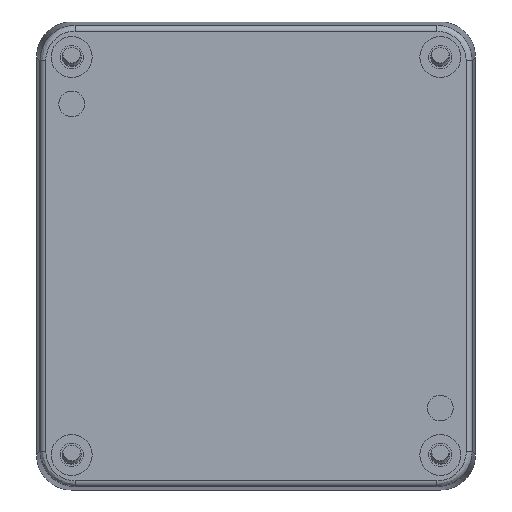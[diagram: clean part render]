
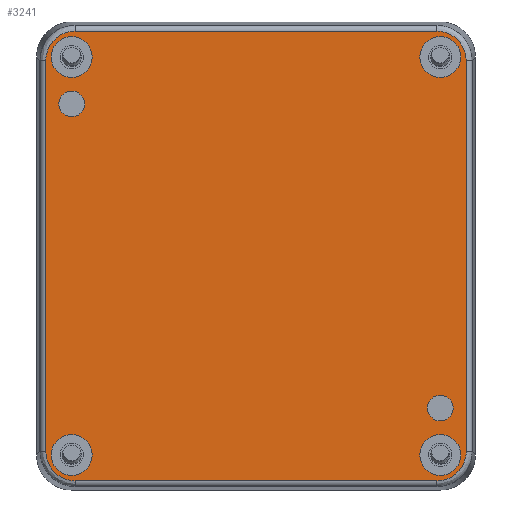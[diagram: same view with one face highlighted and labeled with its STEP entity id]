
A CAD part, front view. The second image highlights one B-rep face of the part: STEP entity #3241.
In plain terms, the highlighted planar face has unit normal (0, -1, 0).
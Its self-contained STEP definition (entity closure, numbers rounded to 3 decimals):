
#43=CARTESIAN_POINT('',(-31.5,0.,26.));
#44=DIRECTION('',(0.,-1.,0.));
#45=DIRECTION('',(1.,0.,0.));
#46=AXIS2_PLACEMENT_3D('',#43,#44,#45);
#52=CARTESIAN_POINT('',(-31.5,0.,26.));
#53=DIRECTION('',(0.,-1.,0.));
#54=DIRECTION('',(-1.,0.,0.));
#55=AXIS2_PLACEMENT_3D('',#52,#53,#54);
#60=CARTESIAN_POINT('',(31.5,0.,-26.));
#61=DIRECTION('',(0.,-1.,0.));
#62=DIRECTION('',(-1.,0.,0.));
#63=AXIS2_PLACEMENT_3D('',#60,#61,#62);
#68=CARTESIAN_POINT('',(31.5,0.,-26.));
#69=DIRECTION('',(0.,-1.,0.));
#70=DIRECTION('',(1.,0.,0.));
#71=AXIS2_PLACEMENT_3D('',#68,#69,#70);
#76=CARTESIAN_POINT('',(31.5,0.,-34.));
#77=DIRECTION('',(0.,-1.,0.));
#78=DIRECTION('',(1.,0.,0.));
#79=AXIS2_PLACEMENT_3D('',#76,#77,#78);
#84=CARTESIAN_POINT('',(31.5,0.,-34.));
#85=DIRECTION('',(0.,-1.,0.));
#86=DIRECTION('',(-1.,0.,0.));
#87=AXIS2_PLACEMENT_3D('',#84,#85,#86);
#92=CARTESIAN_POINT('',(-31.5,0.,-34.));
#93=DIRECTION('',(0.,-1.,0.));
#94=DIRECTION('',(1.,0.,0.));
#95=AXIS2_PLACEMENT_3D('',#92,#93,#94);
#100=CARTESIAN_POINT('',(-31.5,0.,-34.));
#101=DIRECTION('',(0.,-1.,0.));
#102=DIRECTION('',(-1.,0.,0.));
#103=AXIS2_PLACEMENT_3D('',#100,#101,#102);
#108=CARTESIAN_POINT('',(-31.5,0.,34.));
#109=DIRECTION('',(0.,-1.,0.));
#110=DIRECTION('',(1.,0.,0.));
#111=AXIS2_PLACEMENT_3D('',#108,#109,#110);
#116=CARTESIAN_POINT('',(-31.5,0.,34.));
#117=DIRECTION('',(0.,-1.,0.));
#118=DIRECTION('',(-1.,0.,0.));
#119=AXIS2_PLACEMENT_3D('',#116,#117,#118);
#124=CARTESIAN_POINT('',(31.5,0.,34.));
#125=DIRECTION('',(0.,-1.,0.));
#126=DIRECTION('',(1.,0.,0.));
#127=AXIS2_PLACEMENT_3D('',#124,#125,#126);
#132=CARTESIAN_POINT('',(31.5,0.,34.));
#133=DIRECTION('',(0.,-1.,0.));
#134=DIRECTION('',(-1.,0.,0.));
#135=AXIS2_PLACEMENT_3D('',#132,#133,#134);
#140=DIRECTION('',(-1.,0.,0.));
#141=VECTOR('',#140,61.856);
#142=CARTESIAN_POINT('',(30.928,0.,38.427));
#143=LINE('',#142,#141);
#147=CARTESIAN_POINT('',(35.927,0.,33.428));
#148=CARTESIAN_POINT('',(35.927,0.,33.759));
#149=CARTESIAN_POINT('',(35.863,0.,
34.406));
#150=CARTESIAN_POINT('',(35.577,0.,35.354));
#151=CARTESIAN_POINT('',(35.112,0.,
36.223));
#152=CARTESIAN_POINT('',(34.486,0.,36.986));
#153=CARTESIAN_POINT('',(33.723,0.,
37.612));
#154=CARTESIAN_POINT('',(32.853,0.,38.077));
#155=CARTESIAN_POINT('',(31.906,0.,
38.363));
#156=CARTESIAN_POINT('',(31.259,0.,38.427));
#157=CARTESIAN_POINT('',(30.928,0.,38.427));
#162=DIRECTION('',(0.,0.,1.));
#163=VECTOR('',#162,66.856);
#164=CARTESIAN_POINT('',(35.927,0.,
-33.428));
#165=LINE('',#164,#163);
#169=CARTESIAN_POINT('',(30.928,0.,
-38.427));
#170=CARTESIAN_POINT('',(31.259,0.,
-38.427));
#171=CARTESIAN_POINT('',(31.906,0.,
-38.363));
#172=CARTESIAN_POINT('',(32.854,0.,
-38.077));
#173=CARTESIAN_POINT('',(33.723,0.,
-37.612));
#174=CARTESIAN_POINT('',(34.486,0.,
-36.986));
#175=CARTESIAN_POINT('',(35.112,0.,
-36.223));
#176=CARTESIAN_POINT('',(35.577,0.,
-35.353));
#177=CARTESIAN_POINT('',(35.863,0.,
-34.406));
#178=CARTESIAN_POINT('',(35.927,0.,
-33.759));
#179=CARTESIAN_POINT('',(35.927,0.,
-33.428));
#184=DIRECTION('',(1.,0.,0.));
#185=VECTOR('',#184,61.856);
#186=CARTESIAN_POINT('',(-30.928,0.,
-38.427));
#187=LINE('',#186,#185);
#191=CARTESIAN_POINT('',(-35.927,0.,
-33.428));
#192=CARTESIAN_POINT('',(-35.927,0.,
-33.759));
#193=CARTESIAN_POINT('',(-35.863,0.,
-34.406));
#194=CARTESIAN_POINT('',(-35.577,0.,
-35.354));
#195=CARTESIAN_POINT('',(-35.112,0.,
-36.223));
#196=CARTESIAN_POINT('',(-34.486,0.,
-36.986));
#197=CARTESIAN_POINT('',(-33.723,0.,
-37.612));
#198=CARTESIAN_POINT('',(-32.853,0.,
-38.077));
#199=CARTESIAN_POINT('',(-31.906,0.,
-38.363));
#200=CARTESIAN_POINT('',(-31.259,0.,
-38.427));
#201=CARTESIAN_POINT('',(-30.928,0.,
-38.427));
#206=DIRECTION('',(0.,0.,-1.));
#207=VECTOR('',#206,66.856);
#208=CARTESIAN_POINT('',(-35.927,0.,
33.428));
#209=LINE('',#208,#207);
#213=CARTESIAN_POINT('',(-30.928,0.,
38.427));
#214=CARTESIAN_POINT('',(-31.259,0.,
38.427));
#215=CARTESIAN_POINT('',(-31.906,0.,
38.363));
#216=CARTESIAN_POINT('',(-32.854,0.,
38.077));
#217=CARTESIAN_POINT('',(-33.723,0.,
37.612));
#218=CARTESIAN_POINT('',(-34.486,0.,
36.986));
#219=CARTESIAN_POINT('',(-35.112,0.,
36.223));
#220=CARTESIAN_POINT('',(-35.577,0.,
35.353));
#221=CARTESIAN_POINT('',(-35.863,0.,
34.406));
#222=CARTESIAN_POINT('',(-35.927,0.,
33.759));
#223=CARTESIAN_POINT('',(-35.927,0.,
33.428));
#2780=CARTESIAN_POINT('',(-29.3,0.,26.));
#2781=CARTESIAN_POINT('',(-33.7,0.,26.));
#2782=VERTEX_POINT('',#2780);
#2783=VERTEX_POINT('',#2781);
#2788=CARTESIAN_POINT('',(29.3,0.,-26.));
#2789=CARTESIAN_POINT('',(33.7,0.,-26.));
#2790=VERTEX_POINT('',#2788);
#2791=VERTEX_POINT('',#2789);
#2824=CARTESIAN_POINT('',(30.928,0.,
38.427));
#2825=CARTESIAN_POINT('',(-30.928,0.,
38.427));
#2826=VERTEX_POINT('',#2824);
#2827=VERTEX_POINT('',#2825);
#2832=VERTEX_POINT('',#223);
#2834=CARTESIAN_POINT('',(-35.927,0.,
-33.428));
#2835=VERTEX_POINT('',#2834);
#2838=VERTEX_POINT('',#201);
#2840=CARTESIAN_POINT('',(30.928,0.,
-38.427));
#2841=VERTEX_POINT('',#2840);
#2844=VERTEX_POINT('',#179);
#2846=CARTESIAN_POINT('',(35.927,0.,
33.428));
#2847=VERTEX_POINT('',#2846);
#3150=CARTESIAN_POINT('',(35.,0.,-34.));
#3151=CARTESIAN_POINT('',(28.,0.,-34.));
#3152=VERTEX_POINT('',#3150);
#3153=VERTEX_POINT('',#3151);
#3154=CARTESIAN_POINT('',(-28.,0.,-34.));
#3155=CARTESIAN_POINT('',(-35.,0.,-34.));
#3156=VERTEX_POINT('',#3154);
#3157=VERTEX_POINT('',#3155);
#3158=CARTESIAN_POINT('',(-28.,0.,34.));
#3159=CARTESIAN_POINT('',(-35.,0.,34.));
#3160=VERTEX_POINT('',#3158);
#3161=VERTEX_POINT('',#3159);
#3162=CARTESIAN_POINT('',(35.,0.,34.));
#3163=CARTESIAN_POINT('',(28.,0.,34.));
#3164=VERTEX_POINT('',#3162);
#3165=VERTEX_POINT('',#3163);
#3182=CARTESIAN_POINT('',(0.,0.,0.));
#3183=DIRECTION('',(0.,1.,0.));
#3184=DIRECTION('',(1.,0.,0.));
#3185=AXIS2_PLACEMENT_3D('',#3182,#3183,#3184);
#3186=PLANE('',#3185);
#3188=ORIENTED_EDGE('',*,*,#3187,.F.);
#3190=ORIENTED_EDGE('',*,*,#3189,.F.);
#3192=ORIENTED_EDGE('',*,*,#3191,.F.);
#3194=ORIENTED_EDGE('',*,*,#3193,.F.);
#3196=ORIENTED_EDGE('',*,*,#3195,.F.);
#3198=ORIENTED_EDGE('',*,*,#3197,.F.);
#3200=ORIENTED_EDGE('',*,*,#3199,.F.);
#3202=ORIENTED_EDGE('',*,*,#3201,.F.);
#3203=EDGE_LOOP('',(#3188,#3190,#3192,#3194,#3196,#3198,#3200,#3202));
#3204=FACE_OUTER_BOUND('',#3203,.F.);
#3206=ORIENTED_EDGE('',*,*,#3205,.T.);
#3208=ORIENTED_EDGE('',*,*,#3207,.T.);
#3209=EDGE_LOOP('',(#3206,#3208));
#3210=FACE_BOUND('',#3209,.F.);
#3212=ORIENTED_EDGE('',*,*,#3211,.T.);
#3214=ORIENTED_EDGE('',*,*,#3213,.T.);
#3215=EDGE_LOOP('',(#3212,#3214));
#3216=FACE_BOUND('',#3215,.F.);
#3218=ORIENTED_EDGE('',*,*,#3217,.T.);
#3220=ORIENTED_EDGE('',*,*,#3219,.T.);
#3221=EDGE_LOOP('',(#3218,#3220));
#3222=FACE_BOUND('',#3221,.F.);
#3224=ORIENTED_EDGE('',*,*,#3223,.T.);
#3226=ORIENTED_EDGE('',*,*,#3225,.T.);
#3227=EDGE_LOOP('',(#3224,#3226));
#3228=FACE_BOUND('',#3227,.F.);
#3230=ORIENTED_EDGE('',*,*,#3229,.T.);
#3232=ORIENTED_EDGE('',*,*,#3231,.T.);
#3233=EDGE_LOOP('',(#3230,#3232));
#3234=FACE_BOUND('',#3233,.F.);
#3236=ORIENTED_EDGE('',*,*,#3235,.T.);
#3238=ORIENTED_EDGE('',*,*,#3237,.T.);
#3239=EDGE_LOOP('',(#3236,#3238));
#3240=FACE_BOUND('',#3239,.F.);
#3241=ADVANCED_FACE('',(#3204,#3210,#3216,#3222,#3228,#3234,#3240),#3186,.F.);
#47=CIRCLE('',#46,2.2);
#56=CIRCLE('',#55,2.2);
#64=CIRCLE('',#63,2.2);
#72=CIRCLE('',#71,2.2);
#80=CIRCLE('',#79,3.5);
#88=CIRCLE('',#87,3.5);
#96=CIRCLE('',#95,3.5);
#104=CIRCLE('',#103,3.5);
#112=CIRCLE('',#111,3.5);
#120=CIRCLE('',#119,3.5);
#128=CIRCLE('',#127,3.5);
#136=CIRCLE('',#135,3.5);
#158=B_SPLINE_CURVE_WITH_KNOTS('',3,(#147,#148,#149,#150,#151,#152,#153,#154,
#155,#156,#157),.UNSPECIFIED.,.F.,.F.,(4,1,1,1,1,1,1,1,4),(0.,0.125,0.25,
0.375,0.5,0.625,0.75,0.875,1.),.UNSPECIFIED.);
#180=B_SPLINE_CURVE_WITH_KNOTS('',3,(#169,#170,#171,#172,#173,#174,#175,#176,
#177,#178,#179),.UNSPECIFIED.,.F.,.F.,(4,1,1,1,1,1,1,1,4),(0.,0.125,0.25,
0.375,0.5,0.625,0.75,0.875,1.),.UNSPECIFIED.);
#202=B_SPLINE_CURVE_WITH_KNOTS('',3,(#191,#192,#193,#194,#195,#196,#197,#198,
#199,#200,#201),.UNSPECIFIED.,.F.,.F.,(4,1,1,1,1,1,1,1,4),(0.,0.125,0.25,
0.375,0.5,0.625,0.75,0.875,1.),.UNSPECIFIED.);
#224=B_SPLINE_CURVE_WITH_KNOTS('',3,(#213,#214,#215,#216,#217,#218,#219,#220,
#221,#222,#223),.UNSPECIFIED.,.F.,.F.,(4,1,1,1,1,1,1,1,4),(0.,0.125,0.25,
0.375,0.5,0.625,0.75,0.875,1.),.UNSPECIFIED.);
#3187=EDGE_CURVE('',#2826,#2827,#143,.T.);
#3189=EDGE_CURVE('',#2847,#2826,#158,.T.);
#3191=EDGE_CURVE('',#2844,#2847,#165,.T.);
#3193=EDGE_CURVE('',#2841,#2844,#180,.T.);
#3195=EDGE_CURVE('',#2838,#2841,#187,.T.);
#3197=EDGE_CURVE('',#2835,#2838,#202,.T.);
#3199=EDGE_CURVE('',#2832,#2835,#209,.T.);
#3201=EDGE_CURVE('',#2827,#2832,#224,.T.);
#3205=EDGE_CURVE('',#2782,#2783,#47,.T.);
#3207=EDGE_CURVE('',#2783,#2782,#56,.T.);
#3211=EDGE_CURVE('',#2790,#2791,#64,.T.);
#3213=EDGE_CURVE('',#2791,#2790,#72,.T.);
#3217=EDGE_CURVE('',#3152,#3153,#80,.T.);
#3219=EDGE_CURVE('',#3153,#3152,#88,.T.);
#3223=EDGE_CURVE('',#3156,#3157,#96,.T.);
#3225=EDGE_CURVE('',#3157,#3156,#104,.T.);
#3229=EDGE_CURVE('',#3160,#3161,#112,.T.);
#3231=EDGE_CURVE('',#3161,#3160,#120,.T.);
#3235=EDGE_CURVE('',#3164,#3165,#128,.T.);
#3237=EDGE_CURVE('',#3165,#3164,#136,.T.);
